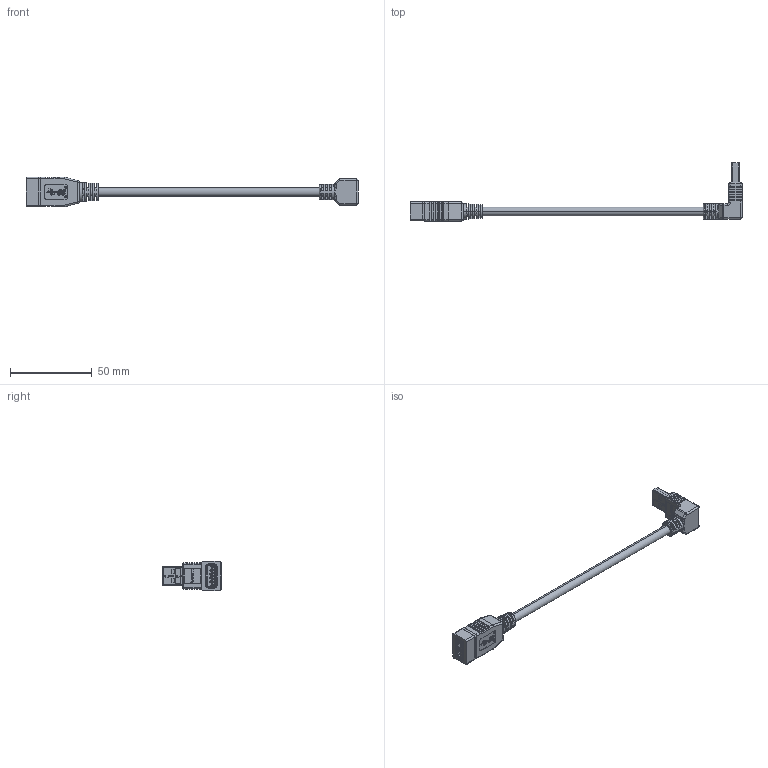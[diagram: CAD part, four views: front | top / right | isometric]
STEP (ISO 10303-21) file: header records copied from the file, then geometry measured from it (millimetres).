
FILE_DESCRIPTION (( 'STEP AP214' ), '1' );
FILE_NAME ('U3A00055.STEP', '2018-10-09T12:23:30', ( '' ), ( '' ), 'SwSTEP 2.0', 'SolidWorks 2017', '' );
FILE_SCHEMA (( 'AUTOMOTIVE_DESIGN' ));
Length unit declared in the file: inch
Products named in the file (16): 1AA05-047-MA1___; MTN-931_no locking; MTN-908; 1AA05-047___; 3AC08-027; 1AA05-072-MA2___; MTN-(USB3.0 STD A F END PREMOLD; MTN-929_no locking, 5.5mm OD; MTN-929_WITHOUT CBL; MTN-907_WITH LOGO-DOWN; MTN-907_WITH LOGO DOWN; MTN-595; 1AA05-047-MA2___; U3A00055; 1AA05-072-MA1___; 1AA05-072___
Assembly tree (15 placements, depth 5):
  U3A00055
    3AC08-027
    MTN-907_WITH LOGO DOWN
      MTN-907_WITH LOGO-DOWN
      MTN-908
      1AA05-072___
        1AA05-072-MA2___
        1AA05-072-MA1___
    MTN-929_no locking, 5.5mm OD
      MTN-595
        1AA05-047___
          1AA05-047-MA2___
          1AA05-047-MA1___
        MTN-(USB3.0 STD A F END PREMOLD
      MTN-931_no locking
      MTN-929_WITHOUT CBL
Bounding box: 203.07 x 35.57 x 18.2 mm (x, y, z)
Volume: 16482.6 mm3; surface area: 15634.7 mm2
Topology: 14 solids, 14 shells, 2258 faces, 6142 edges, 3940 vertices
Faces by surface type: plane 1400, cylinder 510, bspline 268, sphere 56, torus 22, cone 2
Entity records: 88223 total; most frequent: CARTESIAN_POINT 27573, ORIENTED_EDGE 12172, DIRECTION 10422, EDGE_CURVE 6086, LINE 4248, VECTOR 4248, VERTEX_POINT 3940, AXIS2_PLACEMENT_3D 3087
